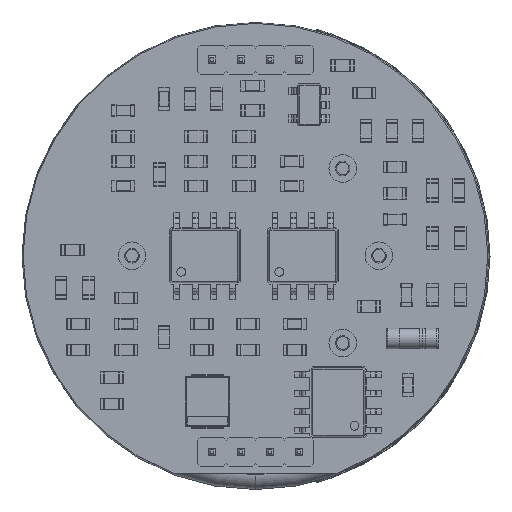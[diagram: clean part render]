
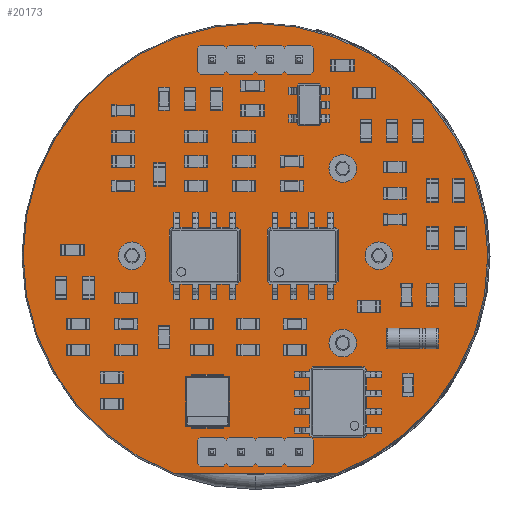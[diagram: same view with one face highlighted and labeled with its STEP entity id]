
A CAD part, top view. The second image highlights one B-rep face of the part: STEP entity #20173.
In plain terms, the highlighted planar face has unit normal (0, 0, 1).
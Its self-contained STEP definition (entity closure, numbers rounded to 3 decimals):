
#19974 = VERTEX_POINT('',#19975);
#19975 = CARTESIAN_POINT('',(-5.568,-15.,1.6));
#19981 = EDGE_CURVE('',#19974,#19982,#19984,.T.);
#19982 = VERTEX_POINT('',#19983);
#19983 = CARTESIAN_POINT('',(5.568,-15.,1.6));
#19984 = CIRCLE('',#19985,16.);
#19985 = AXIS2_PLACEMENT_3D('',#19986,#19987,#19988);
#19986 = CARTESIAN_POINT('',(0.,0.,1.6));
#19987 = DIRECTION('',(0.,0.,-1.));
#19988 = DIRECTION('',(-0.348,-0.938,-0.));
#20014 = EDGE_CURVE('',#19982,#19974,#20015,.T.);
#20015 = LINE('',#20016,#20017);
#20016 = CARTESIAN_POINT('',(5.568,-15.,1.6));
#20017 = VECTOR('',#20018,1.);
#20018 = DIRECTION('',(-1.,0.,0.));
#20173 = ADVANCED_FACE('',(#20174,#20178,#20189,#20200,#20211,#20222,
    #20233,#20244,#20255,#20266,#20277,#20288,#20299),#20310,.T.);
#20174 = FACE_BOUND('',#20175,.T.);
#20175 = EDGE_LOOP('',(#20176,#20177));
#20176 = ORIENTED_EDGE('',*,*,#19981,.F.);
#20177 = ORIENTED_EDGE('',*,*,#20014,.F.);
#20178 = FACE_BOUND('',#20179,.T.);
#20179 = EDGE_LOOP('',(#20180));
#20180 = ORIENTED_EDGE('',*,*,#20181,.T.);
#20181 = EDGE_CURVE('',#20182,#20182,#20184,.T.);
#20182 = VERTEX_POINT('',#20183);
#20183 = CARTESIAN_POINT('',(-3.,-13.9,1.6));
#20184 = CIRCLE('',#20185,0.4);
#20185 = AXIS2_PLACEMENT_3D('',#20186,#20187,#20188);
#20186 = CARTESIAN_POINT('',(-3.,-13.5,1.6));
#20187 = DIRECTION('',(-0.,0.,-1.));
#20188 = DIRECTION('',(-0.,-1.,0.));
#20189 = FACE_BOUND('',#20190,.T.);
#20190 = EDGE_LOOP('',(#20191));
#20191 = ORIENTED_EDGE('',*,*,#20192,.T.);
#20192 = EDGE_CURVE('',#20193,#20193,#20195,.T.);
#20193 = VERTEX_POINT('',#20194);
#20194 = CARTESIAN_POINT('',(-1.,-13.9,1.6));
#20195 = CIRCLE('',#20196,0.4);
#20196 = AXIS2_PLACEMENT_3D('',#20197,#20198,#20199);
#20197 = CARTESIAN_POINT('',(-1.,-13.5,1.6));
#20198 = DIRECTION('',(-0.,0.,-1.));
#20199 = DIRECTION('',(-0.,-1.,0.));
#20200 = FACE_BOUND('',#20201,.T.);
#20201 = EDGE_LOOP('',(#20202));
#20202 = ORIENTED_EDGE('',*,*,#20203,.T.);
#20203 = EDGE_CURVE('',#20204,#20204,#20206,.T.);
#20204 = VERTEX_POINT('',#20205);
#20205 = CARTESIAN_POINT('',(1.,-13.9,1.6));
#20206 = CIRCLE('',#20207,0.4);
#20207 = AXIS2_PLACEMENT_3D('',#20208,#20209,#20210);
#20208 = CARTESIAN_POINT('',(1.,-13.5,1.6));
#20209 = DIRECTION('',(-0.,0.,-1.));
#20210 = DIRECTION('',(-0.,-1.,0.));
#20211 = FACE_BOUND('',#20212,.T.);
#20212 = EDGE_LOOP('',(#20213));
#20213 = ORIENTED_EDGE('',*,*,#20214,.T.);
#20214 = EDGE_CURVE('',#20215,#20215,#20217,.T.);
#20215 = VERTEX_POINT('',#20216);
#20216 = CARTESIAN_POINT('',(3.,-13.9,1.6));
#20217 = CIRCLE('',#20218,0.4);
#20218 = AXIS2_PLACEMENT_3D('',#20219,#20220,#20221);
#20219 = CARTESIAN_POINT('',(3.,-13.5,1.6));
#20220 = DIRECTION('',(-0.,0.,-1.));
#20221 = DIRECTION('',(-0.,-1.,0.));
#20222 = FACE_BOUND('',#20223,.T.);
#20223 = EDGE_LOOP('',(#20224));
#20224 = ORIENTED_EDGE('',*,*,#20225,.T.);
#20225 = EDGE_CURVE('',#20226,#20226,#20228,.T.);
#20226 = VERTEX_POINT('',#20227);
#20227 = CARTESIAN_POINT('',(6.01,-6.96,1.6));
#20228 = CIRCLE('',#20229,0.95);
#20229 = AXIS2_PLACEMENT_3D('',#20230,#20231,#20232);
#20230 = CARTESIAN_POINT('',(6.01,-6.01,1.6));
#20231 = DIRECTION('',(-0.,0.,-1.));
#20232 = DIRECTION('',(-0.,-1.,0.));
#20233 = FACE_BOUND('',#20234,.T.);
#20234 = EDGE_LOOP('',(#20235));
#20235 = ORIENTED_EDGE('',*,*,#20236,.T.);
#20236 = EDGE_CURVE('',#20237,#20237,#20239,.T.);
#20237 = VERTEX_POINT('',#20238);
#20238 = CARTESIAN_POINT('',(-8.5,-0.95,1.6));
#20239 = CIRCLE('',#20240,0.95);
#20240 = AXIS2_PLACEMENT_3D('',#20241,#20242,#20243);
#20241 = CARTESIAN_POINT('',(-8.5,0.,1.6));
#20242 = DIRECTION('',(-0.,0.,-1.));
#20243 = DIRECTION('',(-0.,-1.,0.));
#20244 = FACE_BOUND('',#20245,.T.);
#20245 = EDGE_LOOP('',(#20246));
#20246 = ORIENTED_EDGE('',*,*,#20247,.T.);
#20247 = EDGE_CURVE('',#20248,#20248,#20250,.T.);
#20248 = VERTEX_POINT('',#20249);
#20249 = CARTESIAN_POINT('',(-3.,13.1,1.6));
#20250 = CIRCLE('',#20251,0.4);
#20251 = AXIS2_PLACEMENT_3D('',#20252,#20253,#20254);
#20252 = CARTESIAN_POINT('',(-3.,13.5,1.6));
#20253 = DIRECTION('',(-0.,0.,-1.));
#20254 = DIRECTION('',(-0.,-1.,0.));
#20255 = FACE_BOUND('',#20256,.T.);
#20256 = EDGE_LOOP('',(#20257));
#20257 = ORIENTED_EDGE('',*,*,#20258,.T.);
#20258 = EDGE_CURVE('',#20259,#20259,#20261,.T.);
#20259 = VERTEX_POINT('',#20260);
#20260 = CARTESIAN_POINT('',(-1.,13.1,1.6));
#20261 = CIRCLE('',#20262,0.4);
#20262 = AXIS2_PLACEMENT_3D('',#20263,#20264,#20265);
#20263 = CARTESIAN_POINT('',(-1.,13.5,1.6));
#20264 = DIRECTION('',(-0.,0.,-1.));
#20265 = DIRECTION('',(-0.,-1.,0.));
#20266 = FACE_BOUND('',#20267,.T.);
#20267 = EDGE_LOOP('',(#20268));
#20268 = ORIENTED_EDGE('',*,*,#20269,.T.);
#20269 = EDGE_CURVE('',#20270,#20270,#20272,.T.);
#20270 = VERTEX_POINT('',#20271);
#20271 = CARTESIAN_POINT('',(8.5,-0.95,1.6));
#20272 = CIRCLE('',#20273,0.95);
#20273 = AXIS2_PLACEMENT_3D('',#20274,#20275,#20276);
#20274 = CARTESIAN_POINT('',(8.5,0.,1.6));
#20275 = DIRECTION('',(-0.,0.,-1.));
#20276 = DIRECTION('',(-0.,-1.,0.));
#20277 = FACE_BOUND('',#20278,.T.);
#20278 = EDGE_LOOP('',(#20279));
#20279 = ORIENTED_EDGE('',*,*,#20280,.T.);
#20280 = EDGE_CURVE('',#20281,#20281,#20283,.T.);
#20281 = VERTEX_POINT('',#20282);
#20282 = CARTESIAN_POINT('',(6.01,5.06,1.6));
#20283 = CIRCLE('',#20284,0.95);
#20284 = AXIS2_PLACEMENT_3D('',#20285,#20286,#20287);
#20285 = CARTESIAN_POINT('',(6.01,6.01,1.6));
#20286 = DIRECTION('',(-0.,0.,-1.));
#20287 = DIRECTION('',(-0.,-1.,0.));
#20288 = FACE_BOUND('',#20289,.T.);
#20289 = EDGE_LOOP('',(#20290));
#20290 = ORIENTED_EDGE('',*,*,#20291,.T.);
#20291 = EDGE_CURVE('',#20292,#20292,#20294,.T.);
#20292 = VERTEX_POINT('',#20293);
#20293 = CARTESIAN_POINT('',(1.,13.1,1.6));
#20294 = CIRCLE('',#20295,0.4);
#20295 = AXIS2_PLACEMENT_3D('',#20296,#20297,#20298);
#20296 = CARTESIAN_POINT('',(1.,13.5,1.6));
#20297 = DIRECTION('',(-0.,0.,-1.));
#20298 = DIRECTION('',(-0.,-1.,0.));
#20299 = FACE_BOUND('',#20300,.T.);
#20300 = EDGE_LOOP('',(#20301));
#20301 = ORIENTED_EDGE('',*,*,#20302,.T.);
#20302 = EDGE_CURVE('',#20303,#20303,#20305,.T.);
#20303 = VERTEX_POINT('',#20304);
#20304 = CARTESIAN_POINT('',(3.,13.1,1.6));
#20305 = CIRCLE('',#20306,0.4);
#20306 = AXIS2_PLACEMENT_3D('',#20307,#20308,#20309);
#20307 = CARTESIAN_POINT('',(3.,13.5,1.6));
#20308 = DIRECTION('',(-0.,0.,-1.));
#20309 = DIRECTION('',(-0.,-1.,0.));
#20310 = PLANE('',#20311);
#20311 = AXIS2_PLACEMENT_3D('',#20312,#20313,#20314);
#20312 = CARTESIAN_POINT('',(0.,0.,1.6));
#20313 = DIRECTION('',(0.,0.,1.));
#20314 = DIRECTION('',(1.,0.,-0.));
